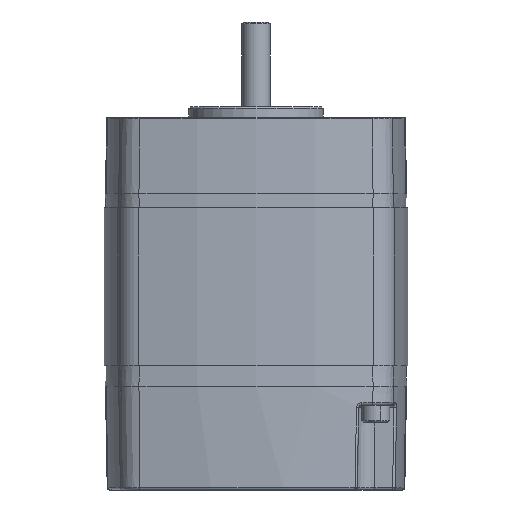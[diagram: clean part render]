
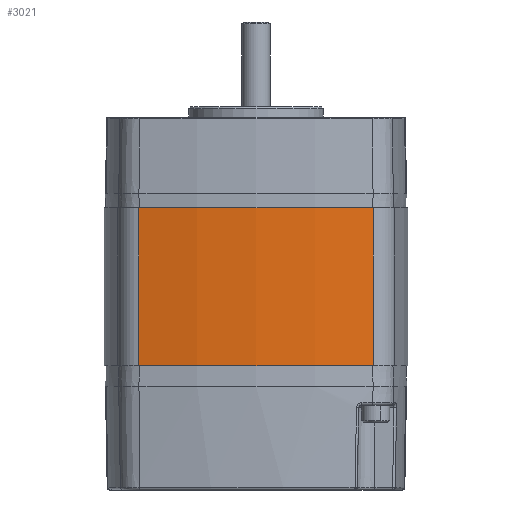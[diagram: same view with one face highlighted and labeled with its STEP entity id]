
A CAD part, front view. The second image highlights one B-rep face of the part: STEP entity #3021.
In plain terms, the highlighted cylindrical face has radius 147.574 mm (diameter 295.148 mm), a partial arc.
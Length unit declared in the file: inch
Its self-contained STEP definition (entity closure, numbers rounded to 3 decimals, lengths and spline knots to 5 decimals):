
#1819 = EDGE_LOOP ( 'NONE', ( #7326, #7325, #7324, #7323 ) ) ;
#3021 = ADVANCED_FACE ( 'NONE', ( #9717 ), #9706, .T. ) ;
#3916 = CARTESIAN_POINT ( 'NONE',  ( 1.30251, -1.53512, -1.75 ) ) ;
#3939 = CARTESIAN_POINT ( 'NONE',  ( -1.30251, -1.53512, -1.75 ) ) ;
#3986 = CARTESIAN_POINT ( 'NONE',  ( -1.30251, -1.53512, 0. ) ) ;
#4000 = CARTESIAN_POINT ( 'NONE',  ( 1.30251, -1.53512, 0. ) ) ;
#4508 = AXIS2_PLACEMENT_3D ( 'NONE', #5008, #5007, #5006 ) ;
#4509 = AXIS2_PLACEMENT_3D ( 'NONE', #5004, #5003, #5002 ) ;
#5001 = CARTESIAN_POINT ( 'NONE',  ( -1.30251, -1.53512, 0. ) ) ;
#5002 = DIRECTION ( 'NONE',  ( -1., 0., 0. ) ) ;
#5003 = DIRECTION ( 'NONE',  ( 0., 0., -1. ) ) ;
#5004 = CARTESIAN_POINT ( 'NONE',  ( 0., 4.127, -1.75 ) ) ;
#5005 = DIRECTION ( 'NONE',  ( 0., 0., -1. ) ) ;
#5006 = DIRECTION ( 'NONE',  ( -1., 0., 0. ) ) ;
#5007 = DIRECTION ( 'NONE',  ( 0., 0., -1. ) ) ;
#5008 = CARTESIAN_POINT ( 'NONE',  ( 0., 4.127, 0. ) ) ;
#5010 = CARTESIAN_POINT ( 'NONE',  ( 1.30251, -1.53512, 0. ) ) ;
#5015 = DIRECTION ( 'NONE',  ( 0., 0., -1. ) ) ;
#6891 = EDGE_CURVE ( 'NONE', #7807, #7818, #8277, .T. ) ;
#6892 = EDGE_CURVE ( 'NONE', #7807, #7874, #8358, .T. ) ;
#6893 = EDGE_CURVE ( 'NONE', #7874, #7856, #8348, .T. ) ;
#6895 = EDGE_CURVE ( 'NONE', #7818, #7856, #8377, .T. ) ;
#7323 = ORIENTED_EDGE ( 'NONE', *, *, #6895, .T. ) ;
#7324 = ORIENTED_EDGE ( 'NONE', *, *, #6891, .T. ) ;
#7325 = ORIENTED_EDGE ( 'NONE', *, *, #6892, .F. ) ;
#7326 = ORIENTED_EDGE ( 'NONE', *, *, #6893, .F. ) ;
#7807 = VERTEX_POINT ( 'NONE', #4000 ) ;
#7818 = VERTEX_POINT ( 'NONE', #3986 ) ;
#7856 = VERTEX_POINT ( 'NONE', #3939 ) ;
#7874 = VERTEX_POINT ( 'NONE', #3916 ) ;
#8265 = VECTOR ( 'NONE', #5005, 39.37008 ) ;
#8277 = CIRCLE ( 'NONE', #4508, 5.81 ) ;
#8348 = CIRCLE ( 'NONE', #4509, 5.81 ) ;
#8358 = LINE ( 'NONE', #5010, #8382 ) ;
#8377 = LINE ( 'NONE', #5001, #8265 ) ;
#8382 = VECTOR ( 'NONE', #5015, 39.37008 ) ;
#9706 = CYLINDRICAL_SURFACE ( 'NONE', #12048, 5.81 ) ;
#9717 = FACE_OUTER_BOUND ( 'NONE', #1819, .T. ) ;
#12048 = AXIS2_PLACEMENT_3D ( 'NONE', #13247, #13250, #13254 ) ;
#13247 = CARTESIAN_POINT ( 'NONE',  ( 0., 4.127, 0. ) ) ;
#13250 = DIRECTION ( 'NONE',  ( 0., 0., -1. ) ) ;
#13254 = DIRECTION ( 'NONE',  ( -1., 0., 0. ) ) ;
